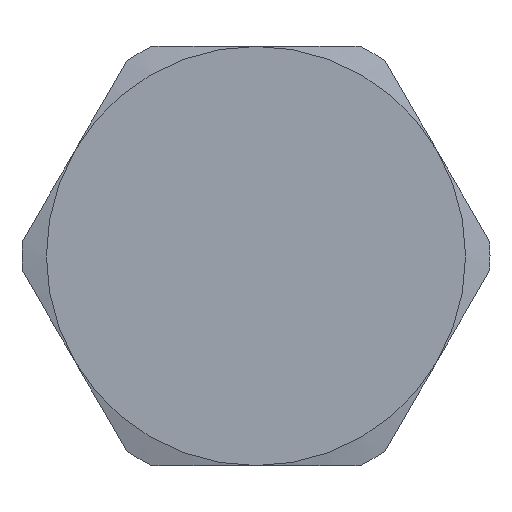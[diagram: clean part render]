
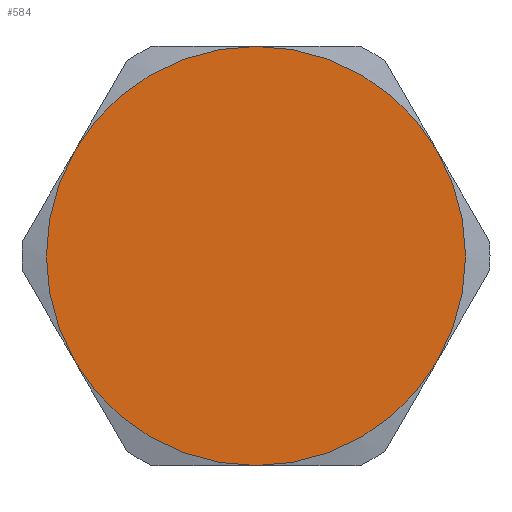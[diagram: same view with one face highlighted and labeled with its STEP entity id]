
A CAD part, front view. The second image highlights one B-rep face of the part: STEP entity #584.
In plain terms, the highlighted planar face has unit normal (0, -1, 0).
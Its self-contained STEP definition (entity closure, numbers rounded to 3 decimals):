
#20 = ORIENTED_EDGE ( 'NONE', *, *, #1050, .T. ) ;
#36 = FACE_OUTER_BOUND ( 'NONE', #704, .T. ) ;
#37 = CARTESIAN_POINT ( 'NONE',  ( 0., 0., 0. ) ) ;
#94 = VERTEX_POINT ( 'NONE', #836 ) ;
#103 = CARTESIAN_POINT ( 'NONE',  ( 0., 0., 0. ) ) ;
#106 = DIRECTION ( 'NONE',  ( 0., 0., 1. ) ) ;
#113 = DIRECTION ( 'NONE',  ( 0., -1., 0. ) ) ;
#131 = ORIENTED_EDGE ( 'NONE', *, *, #843, .T. ) ;
#190 = VERTEX_POINT ( 'NONE', #1249 ) ;
#201 = AXIS2_PLACEMENT_3D ( 'NONE', #37, #915, #702 ) ;
#221 = ORIENTED_EDGE ( 'NONE', *, *, #955, .T. ) ;
#246 = DIRECTION ( 'NONE',  ( 0., -1., 0. ) ) ;
#268 = DIRECTION ( 'NONE',  ( 0., 0., -1. ) ) ;
#300 = VERTEX_POINT ( 'NONE', #1100 ) ;
#301 = CARTESIAN_POINT ( 'NONE',  ( 0., 0., 15. ) ) ;
#395 = DIRECTION ( 'NONE',  ( 0., 0., 1. ) ) ;
#413 = CARTESIAN_POINT ( 'NONE',  ( 0., 0., 0. ) ) ;
#483 = DIRECTION ( 'NONE',  ( 0., 0., 1. ) ) ;
#548 = AXIS2_PLACEMENT_3D ( 'NONE', #103, #586, #395 ) ;
#565 = ORIENTED_EDGE ( 'NONE', *, *, #823, .T. ) ;
#584 = ADVANCED_FACE ( 'NONE', ( #36 ), #1132, .T. ) ;
#586 = DIRECTION ( 'NONE',  ( 0., -1., 0. ) ) ;
#602 = CARTESIAN_POINT ( 'NONE',  ( 12.99, 0., 7.5 ) ) ;
#610 = VERTEX_POINT ( 'NONE', #931 ) ;
#613 = CARTESIAN_POINT ( 'NONE',  ( 0., 0., 0. ) ) ;
#645 = ORIENTED_EDGE ( 'NONE', *, *, #1000, .T. ) ;
#646 = CARTESIAN_POINT ( 'NONE',  ( -15.18, 0., 15.18 ) ) ;
#655 = ORIENTED_EDGE ( 'NONE', *, *, #959, .T. ) ;
#678 = DIRECTION ( 'NONE',  ( 0., 0., 1. ) ) ;
#702 = DIRECTION ( 'NONE',  ( 0., 0., 1. ) ) ;
#704 = EDGE_LOOP ( 'NONE', ( #655, #20, #131, #645, #221, #565 ) ) ;
#718 = CIRCLE ( 'NONE', #1030, 15. ) ;
#742 = DIRECTION ( 'NONE',  ( 0., -1., 0. ) ) ;
#748 = AXIS2_PLACEMENT_3D ( 'NONE', #413, #1068, #106 ) ;
#777 = CIRCLE ( 'NONE', #548, 15. ) ;
#823 = EDGE_CURVE ( 'NONE', #1040, #610, #1154, .T. ) ;
#836 = CARTESIAN_POINT ( 'NONE',  ( -12.99, 0., -7.5 ) ) ;
#842 = CARTESIAN_POINT ( 'NONE',  ( 0., 0., 0. ) ) ;
#843 = EDGE_CURVE ( 'NONE', #190, #300, #933, .T. ) ;
#860 = CIRCLE ( 'NONE', #201, 15. ) ;
#915 = DIRECTION ( 'NONE',  ( 0., -1., 0. ) ) ;
#931 = CARTESIAN_POINT ( 'NONE',  ( -12.99, 0., 7.5 ) ) ;
#933 = CIRCLE ( 'NONE', #748, 15. ) ;
#955 = EDGE_CURVE ( 'NONE', #1099, #1040, #860, .T. ) ;
#959 = EDGE_CURVE ( 'NONE', #610, #94, #718, .T. ) ;
#969 = AXIS2_PLACEMENT_3D ( 'NONE', #1063, #113, #678 ) ;
#973 = CIRCLE ( 'NONE', #993, 15. ) ;
#993 = AXIS2_PLACEMENT_3D ( 'NONE', #842, #1205, #483 ) ;
#1000 = EDGE_CURVE ( 'NONE', #300, #1099, #973, .T. ) ;
#1001 = DIRECTION ( 'NONE',  ( 0., 0., 1. ) ) ;
#1030 = AXIS2_PLACEMENT_3D ( 'NONE', #613, #246, #1001 ) ;
#1040 = VERTEX_POINT ( 'NONE', #301 ) ;
#1050 = EDGE_CURVE ( 'NONE', #94, #190, #777, .T. ) ;
#1063 = CARTESIAN_POINT ( 'NONE',  ( 0., 0., 0. ) ) ;
#1068 = DIRECTION ( 'NONE',  ( 0., -1., 0. ) ) ;
#1099 = VERTEX_POINT ( 'NONE', #602 ) ;
#1100 = CARTESIAN_POINT ( 'NONE',  ( 12.99, 0., -7.5 ) ) ;
#1132 = PLANE ( 'NONE',  #1134 ) ;
#1134 = AXIS2_PLACEMENT_3D ( 'NONE', #646, #742, #268 ) ;
#1154 = CIRCLE ( 'NONE', #969, 15. ) ;
#1205 = DIRECTION ( 'NONE',  ( 0., -1., 0. ) ) ;
#1249 = CARTESIAN_POINT ( 'NONE',  ( 0., 0., -15. ) ) ;
